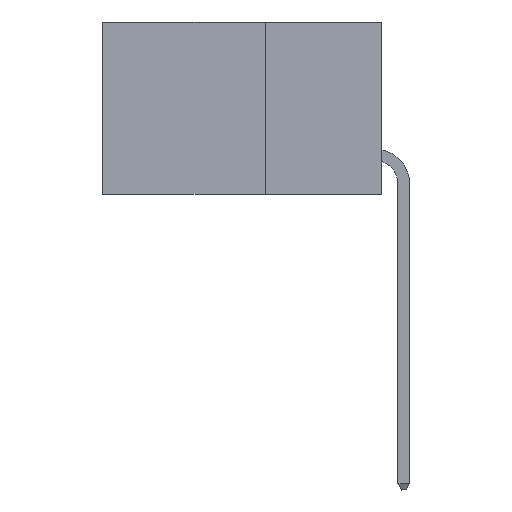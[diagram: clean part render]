
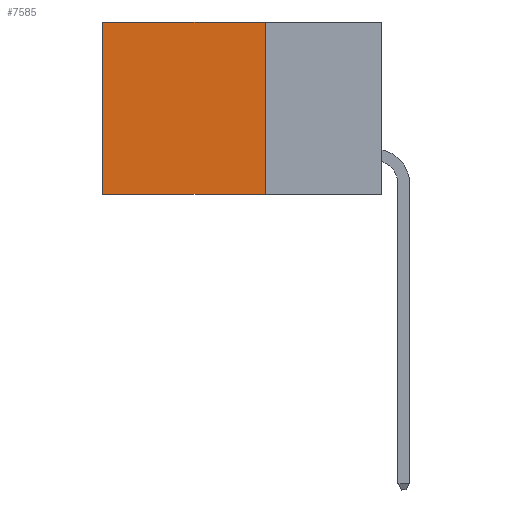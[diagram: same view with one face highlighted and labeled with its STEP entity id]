
A CAD part, left-side view. The second image highlights one B-rep face of the part: STEP entity #7585.
In plain terms, the highlighted planar face has unit normal (-1, 0, 0).
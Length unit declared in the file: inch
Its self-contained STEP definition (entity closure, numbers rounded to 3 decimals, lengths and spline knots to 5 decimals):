
#749 = DIRECTION ( 'NONE',  ( 0., 1., 0. ) ) ;
#1214 = VECTOR ( 'NONE', #15306, 39.37008 ) ;
#3284 = LINE ( 'NONE', #7891, #19018 ) ;
#3529 = LINE ( 'NONE', #16366, #7805 ) ;
#4186 = EDGE_CURVE ( 'NONE', #10756, #21670, #12914, .T. ) ;
#4310 = CARTESIAN_POINT ( 'NONE',  ( 0.2875, 0.6, -0.37 ) ) ;
#4911 = FACE_OUTER_BOUND ( 'NONE', #4948, .T. ) ;
#4948 = EDGE_LOOP ( 'NONE', ( #9232, #24497, #9903, #25058 ) ) ;
#5703 = VERTEX_POINT ( 'NONE', #12417 ) ;
#5708 = AXIS2_PLACEMENT_3D ( 'NONE', #23615, #9858, #8054 ) ;
#6549 = LINE ( 'NONE', #24394, #17964 ) ;
#7585 = ADVANCED_FACE ( 'NONE', ( #4911 ), #13772, .F. ) ;
#7805 = VECTOR ( 'NONE', #749, 39.37008 ) ;
#7891 = CARTESIAN_POINT ( 'NONE',  ( 0.2875, 0.25, 0. ) ) ;
#8054 = DIRECTION ( 'NONE',  ( 0., 0., -1. ) ) ;
#9232 = ORIENTED_EDGE ( 'NONE', *, *, #17415, .T. ) ;
#9858 = DIRECTION ( 'NONE',  ( 1., 0., 0. ) ) ;
#9903 = ORIENTED_EDGE ( 'NONE', *, *, #4186, .F. ) ;
#10103 = VERTEX_POINT ( 'NONE', #4310 ) ;
#10399 = DIRECTION ( 'NONE',  ( 0., 0., -1. ) ) ;
#10756 = VERTEX_POINT ( 'NONE', #22565 ) ;
#12417 = CARTESIAN_POINT ( 'NONE',  ( 0.2875, 0.6, 0. ) ) ;
#12914 = LINE ( 'NONE', #15139, #1214 ) ;
#13694 = EDGE_CURVE ( 'NONE', #21670, #10103, #3529, .T. ) ;
#13772 = PLANE ( 'NONE',  #5708 ) ;
#15139 = CARTESIAN_POINT ( 'NONE',  ( 0.2875, 0.25, 0. ) ) ;
#15306 = DIRECTION ( 'NONE',  ( 0., 0., -1. ) ) ;
#16366 = CARTESIAN_POINT ( 'NONE',  ( 0.2875, 0.25, -0.37 ) ) ;
#16471 = CARTESIAN_POINT ( 'NONE',  ( 0.2875, 0.25, -0.37 ) ) ;
#17415 = EDGE_CURVE ( 'NONE', #5703, #10103, #6549, .T. ) ;
#17964 = VECTOR ( 'NONE', #10399, 39.37008 ) ;
#19018 = VECTOR ( 'NONE', #21733, 39.37008 ) ;
#21670 = VERTEX_POINT ( 'NONE', #16471 ) ;
#21733 = DIRECTION ( 'NONE',  ( 0., 1., 0. ) ) ;
#22565 = CARTESIAN_POINT ( 'NONE',  ( 0.2875, 0.25, 0. ) ) ;
#22708 = EDGE_CURVE ( 'NONE', #10756, #5703, #3284, .T. ) ;
#23615 = CARTESIAN_POINT ( 'NONE',  ( 0.2875, 0.25, 0. ) ) ;
#24394 = CARTESIAN_POINT ( 'NONE',  ( 0.2875, 0.6, 0. ) ) ;
#24497 = ORIENTED_EDGE ( 'NONE', *, *, #13694, .F. ) ;
#25058 = ORIENTED_EDGE ( 'NONE', *, *, #22708, .T. ) ;
